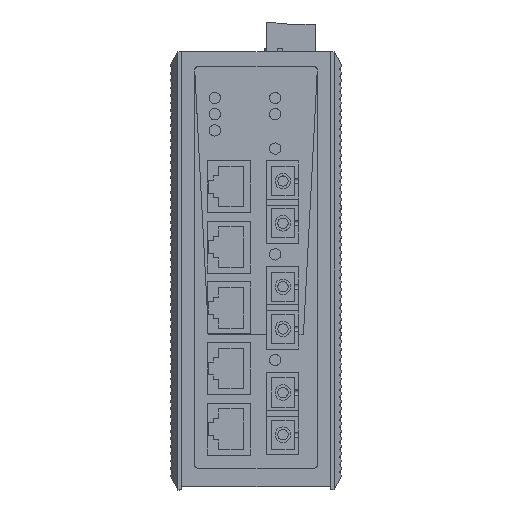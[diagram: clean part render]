
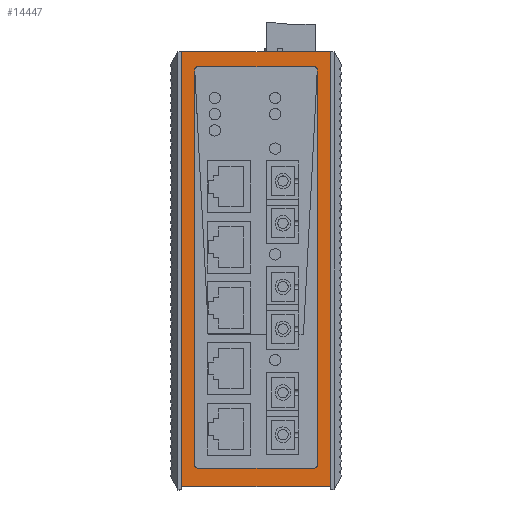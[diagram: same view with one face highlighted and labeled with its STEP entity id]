
A CAD part, top view. The second image highlights one B-rep face of the part: STEP entity #14447.
In plain terms, the highlighted planar face has unit normal (0, 0, 1).
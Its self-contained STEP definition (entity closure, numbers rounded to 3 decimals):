
#10734=AXIS2_PLACEMENT_3D('Circle Axis2P3D',#10732,#10733,$) ;
#10784=AXIS2_PLACEMENT_3D('Circle Axis2P3D',#10782,#10783,$) ;
#14422=AXIS2_PLACEMENT_3D('Plane Axis2P3D',#14419,#14420,#14421) ;
#10609=CARTESIAN_POINT('Vertex',(45.327,129.32,113.8)) ;
#10613=CARTESIAN_POINT('Control Point',(45.327,129.32,113.8)) ;
#10614=CARTESIAN_POINT('Control Point',(45.327,129.633,113.8)) ;
#10615=CARTESIAN_POINT('Control Point',(45.202,129.952,113.8)) ;
#10616=CARTESIAN_POINT('Control Point',(44.957,130.195,113.8)) ;
#10617=CARTESIAN_POINT('Control Point',(44.64,130.32,113.8)) ;
#10618=CARTESIAN_POINT('Control Point',(44.327,130.32,113.8)) ;
#10619=CARTESIAN_POINT('Vertex',(44.327,130.32,113.8)) ;
#10645=CARTESIAN_POINT('Vertex',(8.527,130.32,113.8)) ;
#10648=CARTESIAN_POINT('Line Origine',(26.427,130.32,113.8)) ;
#10671=CARTESIAN_POINT('Control Point',(8.527,130.32,113.8)) ;
#10672=CARTESIAN_POINT('Control Point',(8.214,130.32,113.8)) ;
#10673=CARTESIAN_POINT('Control Point',(7.895,130.195,113.8)) ;
#10674=CARTESIAN_POINT('Control Point',(7.653,129.95,113.8)) ;
#10675=CARTESIAN_POINT('Control Point',(7.527,129.633,113.8)) ;
#10676=CARTESIAN_POINT('Control Point',(7.527,129.32,113.8)) ;
#10677=CARTESIAN_POINT('Vertex',(7.527,129.32,113.8)) ;
#10699=CARTESIAN_POINT('Line Origine',(7.527,68.,113.8)) ;
#10703=CARTESIAN_POINT('Vertex',(7.527,128.44,113.8)) ;
#10705=CARTESIAN_POINT('Vertex',(7.527,7.56,113.8)) ;
#10713=CARTESIAN_POINT('Line Origine',(7.527,128.88,113.8)) ;
#10732=CARTESIAN_POINT('Axis2P3D Location',(8.527,7.56,113.8)) ;
#10736=CARTESIAN_POINT('Vertex',(8.527,6.56,113.8)) ;
#10757=CARTESIAN_POINT('Line Origine',(26.427,6.56,113.8)) ;
#10761=CARTESIAN_POINT('Vertex',(44.327,6.56,113.8)) ;
#10782=CARTESIAN_POINT('Axis2P3D Location',(44.327,7.56,113.8)) ;
#10786=CARTESIAN_POINT('Vertex',(45.327,7.56,113.8)) ;
#10807=CARTESIAN_POINT('Line Origine',(45.327,68.,113.8)) ;
#10811=CARTESIAN_POINT('Vertex',(45.327,128.44,113.8)) ;
#10814=CARTESIAN_POINT('Line Origine',(45.327,128.88,113.8)) ;
#10839=CARTESIAN_POINT('Vertex',(3.527,1.,113.8)) ;
#10853=CARTESIAN_POINT('Vertex',(49.327,1.,113.8)) ;
#10856=CARTESIAN_POINT('Line Origine',(26.427,1.,113.8)) ;
#14348=CARTESIAN_POINT('Vertex',(3.527,135.,113.8)) ;
#14356=CARTESIAN_POINT('Line Origine',(3.527,68.,113.8)) ;
#14403=CARTESIAN_POINT('Vertex',(49.327,135.,113.8)) ;
#14406=CARTESIAN_POINT('Line Origine',(49.327,68.,113.8)) ;
#14419=CARTESIAN_POINT('Axis2P3D Location',(0.027,1.,113.8)) ;
#14424=CARTESIAN_POINT('Line Origine',(26.427,135.,113.8)) ;
#10649=DIRECTION('Vector Direction',(1.,0.,0.)) ;
#10700=DIRECTION('Vector Direction',(0.,1.,0.)) ;
#10714=DIRECTION('Vector Direction',(0.,1.,0.)) ;
#10733=DIRECTION('Axis2P3D Direction',(0.,0.,1.)) ;
#10758=DIRECTION('Vector Direction',(-1.,0.,0.)) ;
#10783=DIRECTION('Axis2P3D Direction',(0.,0.,1.)) ;
#10808=DIRECTION('Vector Direction',(0.,-1.,0.)) ;
#10815=DIRECTION('Vector Direction',(0.,-1.,0.)) ;
#10857=DIRECTION('Vector Direction',(1.,0.,0.)) ;
#14357=DIRECTION('Vector Direction',(0.,-1.,0.)) ;
#14407=DIRECTION('Vector Direction',(0.,1.,0.)) ;
#14420=DIRECTION('Axis2P3D Direction',(0.,0.,1.)) ;
#14421=DIRECTION('Axis2P3D XDirection',(1.,0.,0.)) ;
#14425=DIRECTION('Vector Direction',(-1.,0.,0.)) ;
#10650=VECTOR('Line Direction',#10649,1.) ;
#10701=VECTOR('Line Direction',#10700,1.) ;
#10715=VECTOR('Line Direction',#10714,1.) ;
#10759=VECTOR('Line Direction',#10758,1.) ;
#10809=VECTOR('Line Direction',#10808,1.) ;
#10816=VECTOR('Line Direction',#10815,1.) ;
#10858=VECTOR('Line Direction',#10857,1.) ;
#14358=VECTOR('Line Direction',#14357,1.) ;
#14408=VECTOR('Line Direction',#14407,1.) ;
#14426=VECTOR('Line Direction',#14425,1.) ;
#14430=ORIENTED_EDGE('',*,*,#10860,.T.) ;
#14431=ORIENTED_EDGE('',*,*,#14410,.T.) ;
#14432=ORIENTED_EDGE('',*,*,#14428,.T.) ;
#14433=ORIENTED_EDGE('',*,*,#14360,.T.) ;
#14436=ORIENTED_EDGE('',*,*,#10813,.F.) ;
#14437=ORIENTED_EDGE('',*,*,#10788,.T.) ;
#14438=ORIENTED_EDGE('',*,*,#10763,.F.) ;
#14439=ORIENTED_EDGE('',*,*,#10738,.T.) ;
#14440=ORIENTED_EDGE('',*,*,#10707,.F.) ;
#14441=ORIENTED_EDGE('',*,*,#10717,.F.) ;
#14442=ORIENTED_EDGE('',*,*,#10679,.F.) ;
#14443=ORIENTED_EDGE('',*,*,#10652,.T.) ;
#14444=ORIENTED_EDGE('',*,*,#10621,.F.) ;
#14445=ORIENTED_EDGE('',*,*,#10818,.F.) ;
#14446=FACE_BOUND('',#14435,.T.) ;
#14447=ADVANCED_FACE('SWITCH',(#14434,#14446),#14423,.T.) ;
#10612=B_SPLINE_CURVE_WITH_KNOTS('',5,(#10613,#10614,#10615,#10616,#10617,#10618),.UNSPECIFIED.,.F.,.U.,(6,6),(0.,2.212),.UNSPECIFIED.) ;
#10670=B_SPLINE_CURVE_WITH_KNOTS('',5,(#10671,#10672,#10673,#10674,#10675,#10676),.UNSPECIFIED.,.F.,.U.,(6,6),(0.,2.212),.UNSPECIFIED.) ;
#10735=CIRCLE('generated circle',#10734,1.) ;
#10785=CIRCLE('generated circle',#10784,1.) ;
#10621=EDGE_CURVE('',#10610,#10620,#10612,.T.) ;
#10652=EDGE_CURVE('',#10646,#10620,#10651,.T.) ;
#10679=EDGE_CURVE('',#10646,#10678,#10670,.T.) ;
#10707=EDGE_CURVE('',#10704,#10706,#10702,.F.) ;
#10717=EDGE_CURVE('',#10678,#10704,#10716,.F.) ;
#10738=EDGE_CURVE('',#10737,#10706,#10735,.F.) ;
#10763=EDGE_CURVE('',#10737,#10762,#10760,.F.) ;
#10788=EDGE_CURVE('',#10787,#10762,#10785,.F.) ;
#10813=EDGE_CURVE('',#10787,#10812,#10810,.F.) ;
#10818=EDGE_CURVE('',#10812,#10610,#10817,.F.) ;
#10860=EDGE_CURVE('',#10840,#10854,#10859,.T.) ;
#14360=EDGE_CURVE('',#14349,#10840,#14359,.T.) ;
#14410=EDGE_CURVE('',#10854,#14404,#14409,.T.) ;
#14428=EDGE_CURVE('',#14404,#14349,#14427,.T.) ;
#14429=EDGE_LOOP('',(#14430,#14431,#14432,#14433)) ;
#14435=EDGE_LOOP('',(#14436,#14437,#14438,#14439,#14440,#14441,#14442,#14443,#14444,#14445)) ;
#14434=FACE_OUTER_BOUND('',#14429,.T.) ;
#10651=LINE('Line',#10648,#10650) ;
#10702=LINE('Line',#10699,#10701) ;
#10716=LINE('Line',#10713,#10715) ;
#10760=LINE('Line',#10757,#10759) ;
#10810=LINE('Line',#10807,#10809) ;
#10817=LINE('Line',#10814,#10816) ;
#10859=LINE('Line',#10856,#10858) ;
#14359=LINE('Line',#14356,#14358) ;
#14409=LINE('Line',#14406,#14408) ;
#14427=LINE('Line',#14424,#14426) ;
#14423=PLANE('',#14422) ;
#10610=VERTEX_POINT('',#10609) ;
#10620=VERTEX_POINT('',#10619) ;
#10646=VERTEX_POINT('',#10645) ;
#10678=VERTEX_POINT('',#10677) ;
#10704=VERTEX_POINT('',#10703) ;
#10706=VERTEX_POINT('',#10705) ;
#10737=VERTEX_POINT('',#10736) ;
#10762=VERTEX_POINT('',#10761) ;
#10787=VERTEX_POINT('',#10786) ;
#10812=VERTEX_POINT('',#10811) ;
#10840=VERTEX_POINT('',#10839) ;
#10854=VERTEX_POINT('',#10853) ;
#14349=VERTEX_POINT('',#14348) ;
#14404=VERTEX_POINT('',#14403) ;
